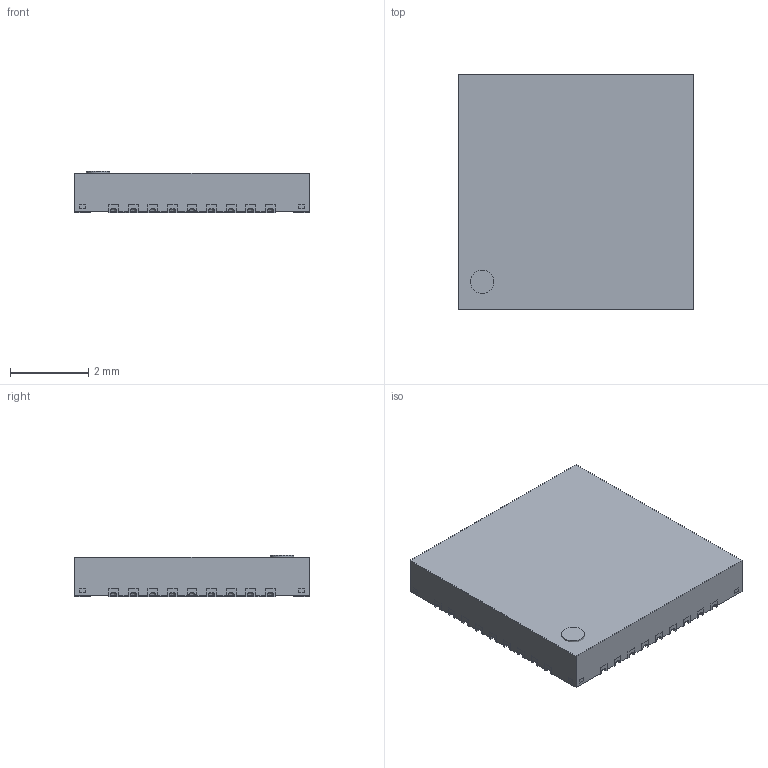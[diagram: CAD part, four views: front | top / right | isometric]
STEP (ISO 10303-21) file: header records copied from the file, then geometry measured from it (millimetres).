
FILE_DESCRIPTION(('FreeCAD Model'),'2;1');
FILE_NAME('QFN50P600X600X100-37.step','2021-04-11T10:59:21',( 'kicad StepUp'),('ksu MCAD'),'Open CASCADE STEP processor 7.3', 'FreeCAD','Unknown');
FILE_SCHEMA(('AUTOMOTIVE_DESIGN { 1 0 10303 214 1 1 1 1 }'));
Length unit declared in the file: millimetre
Products named in the file (1): QFN50P600X600X100-37
Bounding box: 6 x 6 x 1.05 mm (x, y, z)
Volume: 35.5 mm3; surface area: 150.6 mm2
Topology: 43 solids, 43 shells, 834 faces, 2169 edges, 1422 vertices
Faces by surface type: plane 545, cylinder 253, bspline 36
Full cylindrical faces by diameter (mm): 0.6 x1
Entity records: 32030 total; most frequent: CARTESIAN_POINT 5398, ORIENTED_EDGE 4338, DIRECTION 4309, EDGE_CURVE 2169, LINE 1627, VECTOR 1627, VERTEX_POINT 1422, AXIS2_PLACEMENT_3D 1341
